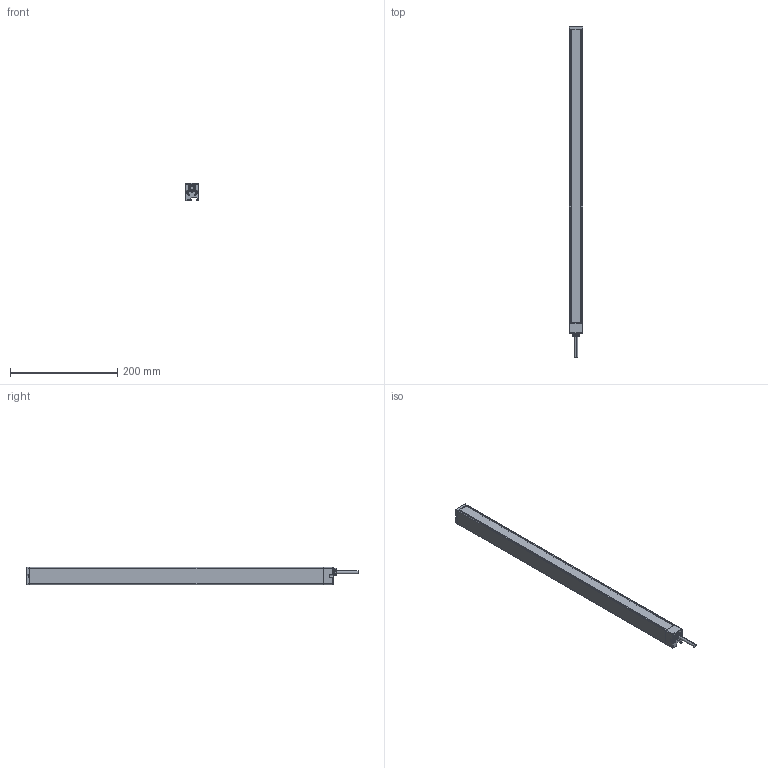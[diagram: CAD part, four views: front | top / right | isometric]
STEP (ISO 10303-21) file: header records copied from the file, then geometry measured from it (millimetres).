
FILE_DESCRIPTION((''),'2;1');
FILE_NAME('158572_SW','2012-12-03T',('banengservice'),('BANNER ENGINEERING'),'PRO/ENGINEER BY PARAMETRIC TECHNOLOGY CORPORATION, 2009141','PRO/ENGINEER BY PARAMETRIC TECHNOLOGY CORPORATION, 2009141','');
FILE_SCHEMA(('CONFIG_CONTROL_DESIGN'));
Length unit declared in the file: inch
Products named in the file (1): 158572_SW
Bounding box: 25.4 x 617.9 x 31.75 mm (x, y, z)
Volume: 139036.6 mm3; surface area: 159581.8 mm2
Topology: 2 solids, 2 shells, 855 faces, 2383 edges, 1503 vertices
Faces by surface type: plane 488, cylinder 283, torus 63, cone 11, bspline 6, sphere 4
Entity records: 28046 total; most frequent: CARTESIAN_POINT 5516, ORIENTED_EDGE 4766, DIRECTION 4739, EDGE_CURVE 2383, VECTOR 1633, LINE 1633, AXIS2_PLACEMENT_3D 1553, VERTEX_POINT 1503
